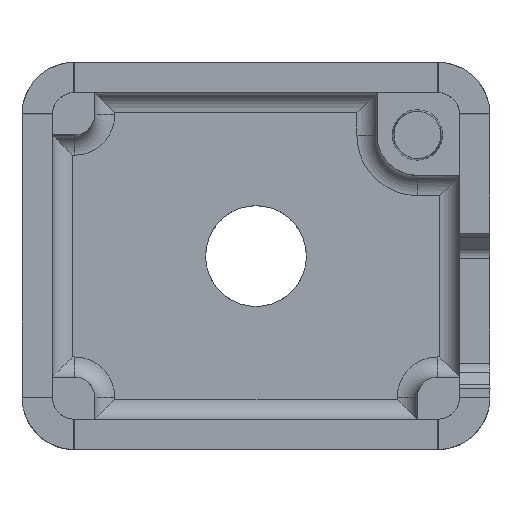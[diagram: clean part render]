
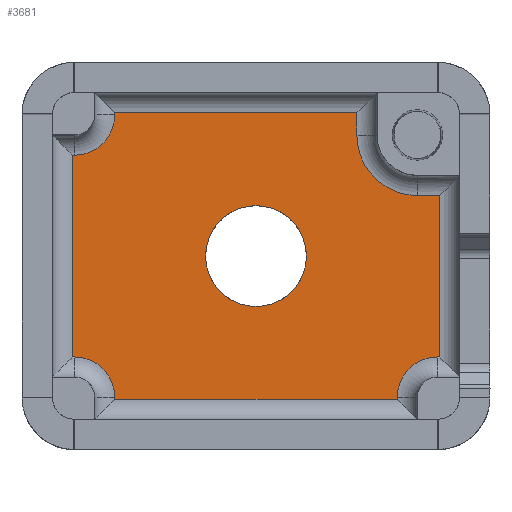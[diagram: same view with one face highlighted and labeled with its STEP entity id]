
A CAD part, top view. The second image highlights one B-rep face of the part: STEP entity #3681.
In plain terms, the highlighted planar face has unit normal (0, 0, 1).
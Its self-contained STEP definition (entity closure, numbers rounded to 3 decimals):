
#8 = AXIS2_PLACEMENT_3D ( 'NONE', #1258, #2481, #3713 ) ;
#20 = EDGE_CURVE ( 'NONE', #4279, #1111, #4925, .T. ) ;
#52 = LINE ( 'NONE', #3699, #2543 ) ;
#57 = DIRECTION ( 'NONE',  ( -1., 0., 0. ) ) ;
#90 = LINE ( 'NONE', #4131, #787 ) ;
#100 = VECTOR ( 'NONE', #207, 1000. ) ;
#125 = CARTESIAN_POINT ( 'NONE',  ( 2., 14.1, -3.109 ) ) ;
#145 = DIRECTION ( 'NONE',  ( 0., 1., 0. ) ) ;
#207 = DIRECTION ( 'NONE',  ( 0., -1., 0. ) ) ;
#239 = DIRECTION ( 'NONE',  ( 0., 1., 0. ) ) ;
#248 = VECTOR ( 'NONE', #3285, 1000. ) ;
#251 = ORIENTED_EDGE ( 'NONE', *, *, #20, .T. ) ;
#349 = CARTESIAN_POINT ( 'NONE',  ( 18., 2., -3.109 ) ) ;
#372 = VERTEX_POINT ( 'NONE', #349 ) ;
#523 = LINE ( 'NONE', #1329, #2838 ) ;
#536 = VECTOR ( 'NONE', #1363, 1000. ) ;
#564 = CARTESIAN_POINT ( 'NONE',  ( 18.1, 2., -3.109 ) ) ;
#575 = ORIENTED_EDGE ( 'NONE', *, *, #1222, .T. ) ;
#629 = CIRCLE ( 'NONE', #8, 2. ) ;
#654 = AXIS2_PLACEMENT_3D ( 'NONE', #4897, #2108, #1604 ) ;
#655 = DIRECTION ( 'NONE',  ( 0., 0., 1. ) ) ;
#659 = VERTEX_POINT ( 'NONE', #4367 ) ;
#686 = EDGE_CURVE ( 'NONE', #975, #4262, #2272, .T. ) ;
#787 = VECTOR ( 'NONE', #2908, 1000. ) ;
#839 = DIRECTION ( 'NONE',  ( -1., 0., 0. ) ) ;
#862 = DIRECTION ( 'NONE',  ( 0., 1., 0. ) ) ;
#969 = CARTESIAN_POINT ( 'NONE',  ( 9., 4.5, -3.109 ) ) ;
#975 = VERTEX_POINT ( 'NONE', #4015 ) ;
#1038 = CARTESIAN_POINT ( 'NONE',  ( 2., 14., -3.109 ) ) ;
#1072 = DIRECTION ( 'NONE',  ( 0., 0., -1. ) ) ;
#1094 = EDGE_CURVE ( 'NONE', #4042, #4590, #629, .T. ) ;
#1111 = VERTEX_POINT ( 'NONE', #4098 ) ;
#1157 = ORIENTED_EDGE ( 'NONE', *, *, #3443, .T. ) ;
#1170 = EDGE_CURVE ( 'NONE', #3532, #4042, #90, .T. ) ;
#1211 = DIRECTION ( 'NONE',  ( 0., 0., -1. ) ) ;
#1222 = EDGE_CURVE ( 'NONE', #659, #1444, #523, .T. ) ;
#1258 = CARTESIAN_POINT ( 'NONE',  ( 0., 0., -3.109 ) ) ;
#1294 = VECTOR ( 'NONE', #3602, 1000. ) ;
#1307 = VERTEX_POINT ( 'NONE', #2621 ) ;
#1329 = CARTESIAN_POINT ( 'NONE',  ( -1.1, 12., -3.109 ) ) ;
#1363 = DIRECTION ( 'NONE',  ( 0., -1., 0. ) ) ;
#1365 = EDGE_CURVE ( 'NONE', #4862, #2330, #1854, .T. ) ;
#1378 = EDGE_CURVE ( 'NONE', #1444, #3532, #1437, .T. ) ;
#1411 = ORIENTED_EDGE ( 'NONE', *, *, #1365, .T. ) ;
#1429 = CARTESIAN_POINT ( 'NONE',  ( 14., 14.1, -3.109 ) ) ;
#1437 = LINE ( 'NONE', #3502, #100 ) ;
#1444 = VERTEX_POINT ( 'NONE', #3967 ) ;
#1446 = CARTESIAN_POINT ( 'NONE',  ( 9., 7., -3.109 ) ) ;
#1470 = DIRECTION ( 'NONE',  ( 0., 0., -1. ) ) ;
#1534 = CARTESIAN_POINT ( 'NONE',  ( 16., 0., -3.109 ) ) ;
#1573 = VERTEX_POINT ( 'NONE', #564 ) ;
#1596 = ORIENTED_EDGE ( 'NONE', *, *, #2511, .T. ) ;
#1604 = DIRECTION ( 'NONE',  ( 0., 1., 0. ) ) ;
#1644 = CARTESIAN_POINT ( 'NONE',  ( 16., 0., -3.109 ) ) ;
#1697 = VECTOR ( 'NONE', #862, 1000. ) ;
#1702 = ORIENTED_EDGE ( 'NONE', *, *, #4749, .T. ) ;
#1772 = CARTESIAN_POINT ( 'NONE',  ( 2., 14., -3.109 ) ) ;
#1850 = AXIS2_PLACEMENT_3D ( 'NONE', #1446, #2568, #3033 ) ;
#1854 = LINE ( 'NONE', #1772, #1987 ) ;
#1857 = DIRECTION ( 'NONE',  ( 0., 1., 0. ) ) ;
#1888 = EDGE_CURVE ( 'NONE', #4590, #3812, #4139, .T. ) ;
#1894 = CIRCLE ( 'NONE', #3246, 2. ) ;
#1905 = LINE ( 'NONE', #3058, #4979 ) ;
#1987 = VECTOR ( 'NONE', #3841, 1000. ) ;
#2020 = EDGE_CURVE ( 'NONE', #3812, #1307, #1905, .T. ) ;
#2021 = EDGE_CURVE ( 'NONE', #5282, #372, #2410, .T. ) ;
#2046 = LINE ( 'NONE', #4884, #3017 ) ;
#2098 = CARTESIAN_POINT ( 'NONE',  ( 14., 15.1, -3.109 ) ) ;
#2100 = EDGE_CURVE ( 'NONE', #3938, #4279, #3258, .T. ) ;
#2108 = DIRECTION ( 'NONE',  ( 0., 0., -1. ) ) ;
#2247 = AXIS2_PLACEMENT_3D ( 'NONE', #2287, #1072, #239 ) ;
#2272 = CIRCLE ( 'NONE', #1850, 2.5 ) ;
#2273 = CARTESIAN_POINT ( 'NONE',  ( -0.1, 2., -3.109 ) ) ;
#2287 = CARTESIAN_POINT ( 'NONE',  ( 18., 0., -3.109 ) ) ;
#2330 = VERTEX_POINT ( 'NONE', #1038 ) ;
#2393 = ORIENTED_EDGE ( 'NONE', *, *, #3885, .T. ) ;
#2396 = DIRECTION ( 'NONE',  ( 0., 1., 0. ) ) ;
#2410 = CIRCLE ( 'NONE', #2247, 2. ) ;
#2462 = LINE ( 'NONE', #1644, #4515 ) ;
#2481 = DIRECTION ( 'NONE',  ( 0., 0., -1. ) ) ;
#2511 = EDGE_CURVE ( 'NONE', #2681, #4862, #2046, .T. ) ;
#2543 = VECTOR ( 'NONE', #3327, 1000. ) ;
#2568 = DIRECTION ( 'NONE',  ( 0., 0., 1. ) ) ;
#2607 = CARTESIAN_POINT ( 'NONE',  ( 17., 10., -3.109 ) ) ;
#2621 = CARTESIAN_POINT ( 'NONE',  ( 16., -0.1, -3.109 ) ) ;
#2681 = VERTEX_POINT ( 'NONE', #1429 ) ;
#2737 = CARTESIAN_POINT ( 'NONE',  ( 0., 2., -3.109 ) ) ;
#2739 = EDGE_CURVE ( 'NONE', #4262, #975, #4807, .T. ) ;
#2740 = ORIENTED_EDGE ( 'NONE', *, *, #2021, .T. ) ;
#2838 = VECTOR ( 'NONE', #839, 1000. ) ;
#2908 = DIRECTION ( 'NONE',  ( 1., 0., 0. ) ) ;
#2911 = LINE ( 'NONE', #2937, #248 ) ;
#2937 = CARTESIAN_POINT ( 'NONE',  ( 19.1, 2., -3.109 ) ) ;
#2971 = EDGE_LOOP ( 'NONE', ( #251, #1157, #1596, #1411, #3983, #575, #3515, #3490, #4160, #4408, #4327, #4633, #2740, #1702, #2393, #5067 ) ) ;
#2992 = CARTESIAN_POINT ( 'NONE',  ( 9., 7., -3.109 ) ) ;
#3017 = VECTOR ( 'NONE', #57, 1000. ) ;
#3033 = DIRECTION ( 'NONE',  ( 0., 1., 0. ) ) ;
#3058 = CARTESIAN_POINT ( 'NONE',  ( 17., -0.1, -3.109 ) ) ;
#3199 = CARTESIAN_POINT ( 'NONE',  ( 18., 14., -3.109 ) ) ;
#3246 = AXIS2_PLACEMENT_3D ( 'NONE', #4308, #1470, #1857 ) ;
#3248 = DIRECTION ( 'NONE',  ( 0., 1., 0. ) ) ;
#3258 = LINE ( 'NONE', #3626, #1294 ) ;
#3285 = DIRECTION ( 'NONE',  ( 1., 0., 0. ) ) ;
#3327 = DIRECTION ( 'NONE',  ( 0., 1., 0. ) ) ;
#3443 = EDGE_CURVE ( 'NONE', #1111, #2681, #4538, .T. ) ;
#3490 = ORIENTED_EDGE ( 'NONE', *, *, #1170, .T. ) ;
#3502 = CARTESIAN_POINT ( 'NONE',  ( -0.1, 1., -3.109 ) ) ;
#3515 = ORIENTED_EDGE ( 'NONE', *, *, #1378, .T. ) ;
#3532 = VERTEX_POINT ( 'NONE', #2273 ) ;
#3565 = CARTESIAN_POINT ( 'NONE',  ( 2., -0.1, -3.109 ) ) ;
#3586 = ORIENTED_EDGE ( 'NONE', *, *, #686, .F. ) ;
#3602 = DIRECTION ( 'NONE',  ( -1., 0., 0. ) ) ;
#3626 = CARTESIAN_POINT ( 'NONE',  ( 18., 10., -3.109 ) ) ;
#3641 = FACE_BOUND ( 'NONE', #5258, .T. ) ;
#3681 = ADVANCED_FACE ( 'NONE', ( #3641, #4018 ), #4802, .F. ) ;
#3684 = AXIS2_PLACEMENT_3D ( 'NONE', #2992, #655, #145 ) ;
#3699 = CARTESIAN_POINT ( 'NONE',  ( 18.1, 14., -3.109 ) ) ;
#3713 = DIRECTION ( 'NONE',  ( 0., 1., 0. ) ) ;
#3775 = CARTESIAN_POINT ( 'NONE',  ( 2., 0., -3.109 ) ) ;
#3804 = CARTESIAN_POINT ( 'NONE',  ( 18.1, 10., -3.109 ) ) ;
#3812 = VERTEX_POINT ( 'NONE', #3565 ) ;
#3841 = DIRECTION ( 'NONE',  ( 0., -1., 0. ) ) ;
#3885 = EDGE_CURVE ( 'NONE', #1573, #3938, #52, .T. ) ;
#3938 = VERTEX_POINT ( 'NONE', #3804 ) ;
#3967 = CARTESIAN_POINT ( 'NONE',  ( -0.1, 12., -3.109 ) ) ;
#3983 = ORIENTED_EDGE ( 'NONE', *, *, #4898, .T. ) ;
#4015 = CARTESIAN_POINT ( 'NONE',  ( 9., 9.5, -3.109 ) ) ;
#4018 = FACE_OUTER_BOUND ( 'NONE', #2971, .T. ) ;
#4042 = VERTEX_POINT ( 'NONE', #2737 ) ;
#4098 = CARTESIAN_POINT ( 'NONE',  ( 14., 13., -3.109 ) ) ;
#4131 = CARTESIAN_POINT ( 'NONE',  ( 0., 2., -3.109 ) ) ;
#4139 = LINE ( 'NONE', #5040, #536 ) ;
#4160 = ORIENTED_EDGE ( 'NONE', *, *, #1094, .T. ) ;
#4262 = VERTEX_POINT ( 'NONE', #969 ) ;
#4279 = VERTEX_POINT ( 'NONE', #2607 ) ;
#4308 = CARTESIAN_POINT ( 'NONE',  ( 0., 14., -3.109 ) ) ;
#4327 = ORIENTED_EDGE ( 'NONE', *, *, #2020, .T. ) ;
#4337 = DIRECTION ( 'NONE',  ( 1., 0., 0. ) ) ;
#4361 = EDGE_CURVE ( 'NONE', #1307, #5282, #2462, .T. ) ;
#4367 = CARTESIAN_POINT ( 'NONE',  ( 0., 12., -3.109 ) ) ;
#4408 = ORIENTED_EDGE ( 'NONE', *, *, #1888, .T. ) ;
#4515 = VECTOR ( 'NONE', #3248, 1000. ) ;
#4538 = LINE ( 'NONE', #2098, #1697 ) ;
#4590 = VERTEX_POINT ( 'NONE', #3775 ) ;
#4633 = ORIENTED_EDGE ( 'NONE', *, *, #4361, .T. ) ;
#4749 = EDGE_CURVE ( 'NONE', #372, #1573, #2911, .T. ) ;
#4802 = PLANE ( 'NONE',  #4943 ) ;
#4807 = CIRCLE ( 'NONE', #3684, 2.5 ) ;
#4858 = ORIENTED_EDGE ( 'NONE', *, *, #2739, .F. ) ;
#4862 = VERTEX_POINT ( 'NONE', #125 ) ;
#4884 = CARTESIAN_POINT ( 'NONE',  ( 1., 14.1, -3.109 ) ) ;
#4897 = CARTESIAN_POINT ( 'NONE',  ( 17., 13., -3.109 ) ) ;
#4898 = EDGE_CURVE ( 'NONE', #2330, #659, #1894, .T. ) ;
#4925 = CIRCLE ( 'NONE', #654, 3. ) ;
#4943 = AXIS2_PLACEMENT_3D ( 'NONE', #3199, #1211, #2396 ) ;
#4979 = VECTOR ( 'NONE', #4337, 1000. ) ;
#5040 = CARTESIAN_POINT ( 'NONE',  ( 2., -1.1, -3.109 ) ) ;
#5067 = ORIENTED_EDGE ( 'NONE', *, *, #2100, .T. ) ;
#5258 = EDGE_LOOP ( 'NONE', ( #3586, #4858 ) ) ;
#5282 = VERTEX_POINT ( 'NONE', #1534 ) ;
